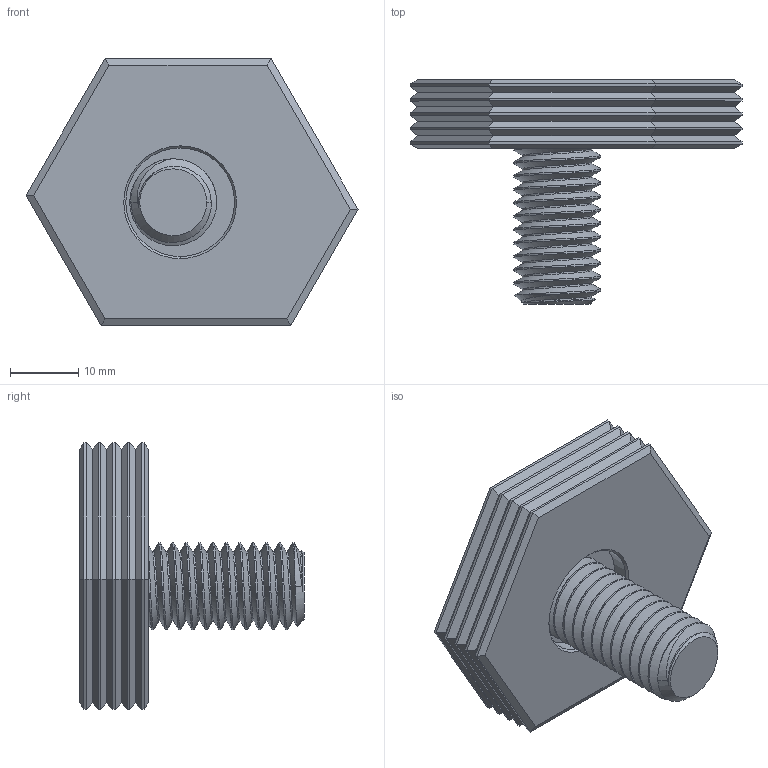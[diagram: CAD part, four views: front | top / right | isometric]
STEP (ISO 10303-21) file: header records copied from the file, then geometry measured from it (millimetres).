
FILE_DESCRIPTION (( 'STEP AP214' ), '1' );
FILE_NAME ('90125_Miteebite.STEP', '2021-10-20T20:19:36', ( '' ), ( '' ), 'SwSTEP 2.0', 'SolidWorks 2021', '' );
FILE_SCHEMA (( 'AUTOMOTIVE_DESIGN' ));
Length unit declared in the file: inch
Products named in the file (3): 901251_901251; 10374_10374; 90125_Miteebite
Assembly tree (2 placements, depth 2):
  90125_Miteebite
    901251_901251
    10374_10374
Bounding box: 48.5 x 32.77 x 39 mm (x, y, z)
Volume: 15492.3 mm3; surface area: 7183.5 mm2
Topology: 2 solids, 2 shells, 247 faces, 581 edges, 354 vertices
Faces by surface type: plane 157, bspline 43, cylinder 31, cone 14, sphere 2
Entity records: 11854 total; most frequent: CARTESIAN_POINT 6579, ORIENTED_EDGE 1162, DIRECTION 875, EDGE_CURVE 581, LINE 399, VECTOR 399, VERTEX_POINT 354, EDGE_LOOP 265
